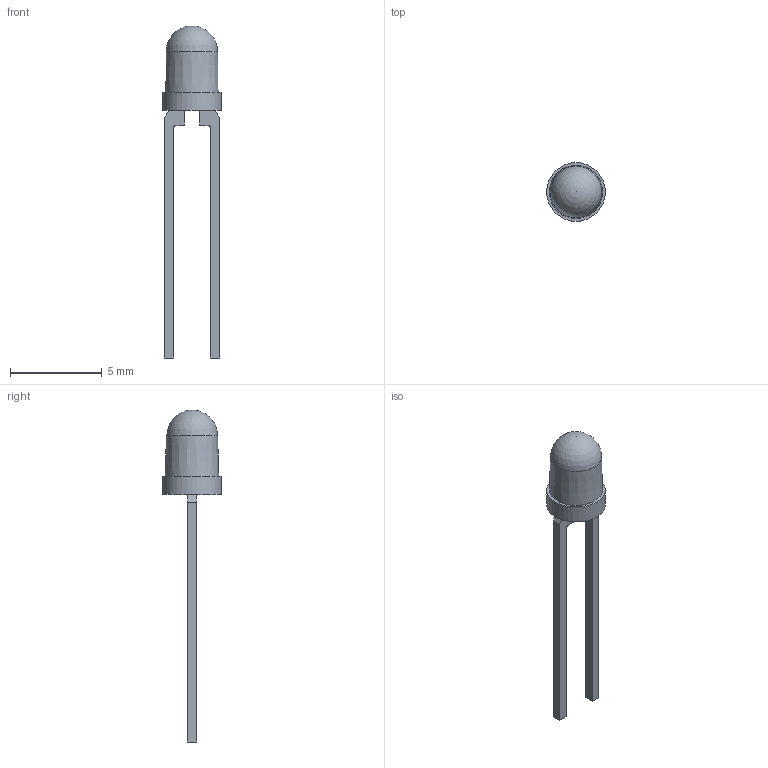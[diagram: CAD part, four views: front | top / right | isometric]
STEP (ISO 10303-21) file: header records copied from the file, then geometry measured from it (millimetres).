
FILE_DESCRIPTION((' '),'2;1');
FILE_NAME( 'LED-3mm.stp', '2022-09-03T16:29:11', (' '), ('--- Datakit www.datakit.com---'), ' Datakit CrossCadWare V2022.3 Jun 15 2022', 'DATAKIT 2022 (c)', ' ');
FILE_SCHEMA(('AP242_MANAGED_MODEL_BASED_3D_ENGINEERING_MIM_LF { 1 0 10303 442 1 1 4 }'));
Length unit declared in the file: millimetre
Products named in the file (1): LED-3mm
Bounding box: 3.2 x 3.2 x 18.1 mm (x, y, z)
Volume: 35 mm3; surface area: 107.5 mm2
Topology: 1 solids, 1 shells, 23 faces, 57 edges, 38 vertices
Faces by surface type: plane 18, cylinder 3, sphere 1, cone 1
Full cylindrical faces by diameter (mm): 3.2 x1
Entity records: 704 total; most frequent: CARTESIAN_POINT 112, DIRECTION 108, ORIENTED_EDGE 104, EDGE_CURVE 52, VECTOR 44, LINE 44, VERTEX_POINT 36, AXIS2_PLACEMENT_3D 32
